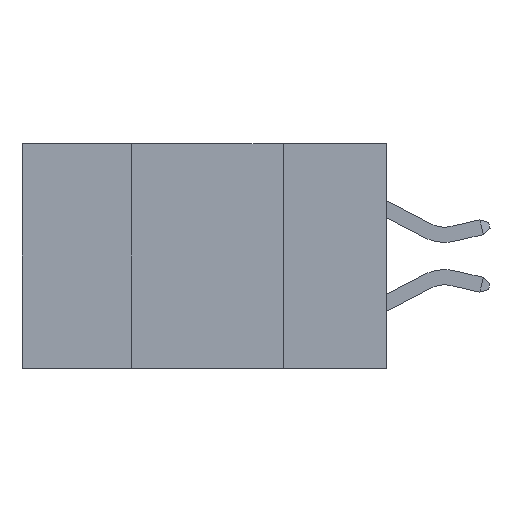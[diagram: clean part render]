
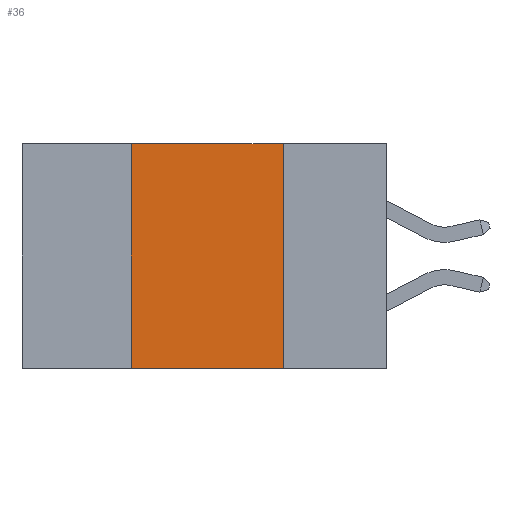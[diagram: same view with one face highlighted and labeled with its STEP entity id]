
A CAD part, left-side view. The second image highlights one B-rep face of the part: STEP entity #36.
In plain terms, the highlighted planar face has unit normal (-1, 0, 0).
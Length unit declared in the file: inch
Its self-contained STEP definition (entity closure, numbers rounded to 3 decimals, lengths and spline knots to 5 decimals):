
#36 = ADVANCED_FACE ( 'NONE', ( #3039 ), #9533, .F. ) ;
#515 = VECTOR ( 'NONE', #918, 39.37008 ) ;
#685 = EDGE_CURVE ( 'NONE', #1212, #8167, #12391, .T. ) ;
#838 = LINE ( 'NONE', #8847, #6096 ) ;
#918 = DIRECTION ( 'NONE',  ( 0., 0., -1. ) ) ;
#1212 = VERTEX_POINT ( 'NONE', #8793 ) ;
#2075 = EDGE_CURVE ( 'NONE', #1212, #4812, #4401, .T. ) ;
#2398 = CARTESIAN_POINT ( 'NONE',  ( 0., 0.6, 0. ) ) ;
#3039 = FACE_OUTER_BOUND ( 'NONE', #3543, .T. ) ;
#3382 = ORIENTED_EDGE ( 'NONE', *, *, #2075, .F. ) ;
#3543 = EDGE_LOOP ( 'NONE', ( #11352, #6965, #3382, #10489 ) ) ;
#4152 = DIRECTION ( 'NONE',  ( 1., 0., 0. ) ) ;
#4401 = LINE ( 'NONE', #7969, #11806 ) ;
#4500 = CARTESIAN_POINT ( 'NONE',  ( 0., 0.6, -0.37 ) ) ;
#4593 = DIRECTION ( 'NONE',  ( 0., -1., 0. ) ) ;
#4812 = VERTEX_POINT ( 'NONE', #6833 ) ;
#4968 = DIRECTION ( 'NONE',  ( 0., -1., 0. ) ) ;
#5264 = DIRECTION ( 'NONE',  ( 0., 0., 1. ) ) ;
#5605 = EDGE_CURVE ( 'NONE', #7965, #8167, #9969, .T. ) ;
#6096 = VECTOR ( 'NONE', #4968, 39.37008 ) ;
#6370 = DIRECTION ( 'NONE',  ( 0., 0., -1. ) ) ;
#6833 = CARTESIAN_POINT ( 'NONE',  ( 0., 0.42, 0. ) ) ;
#6965 = ORIENTED_EDGE ( 'NONE', *, *, #7526, .F. ) ;
#7121 = CARTESIAN_POINT ( 'NONE',  ( 0., 0.17, 0. ) ) ;
#7526 = EDGE_CURVE ( 'NONE', #4812, #7965, #838, .T. ) ;
#7965 = VERTEX_POINT ( 'NONE', #9769 ) ;
#7969 = CARTESIAN_POINT ( 'NONE',  ( 0., 0.42, 0. ) ) ;
#8167 = VERTEX_POINT ( 'NONE', #11962 ) ;
#8793 = CARTESIAN_POINT ( 'NONE',  ( 0., 0.42, -0.37 ) ) ;
#8847 = CARTESIAN_POINT ( 'NONE',  ( 0., 0.6, 0. ) ) ;
#9533 = PLANE ( 'NONE',  #12597 ) ;
#9769 = CARTESIAN_POINT ( 'NONE',  ( 0., 0.17, 0. ) ) ;
#9936 = VECTOR ( 'NONE', #4593, 39.37008 ) ;
#9969 = LINE ( 'NONE', #7121, #515 ) ;
#10489 = ORIENTED_EDGE ( 'NONE', *, *, #685, .T. ) ;
#11352 = ORIENTED_EDGE ( 'NONE', *, *, #5605, .F. ) ;
#11806 = VECTOR ( 'NONE', #5264, 39.37008 ) ;
#11962 = CARTESIAN_POINT ( 'NONE',  ( 0., 0.17, -0.37 ) ) ;
#12391 = LINE ( 'NONE', #4500, #9936 ) ;
#12597 = AXIS2_PLACEMENT_3D ( 'NONE', #2398, #4152, #6370 ) ;
